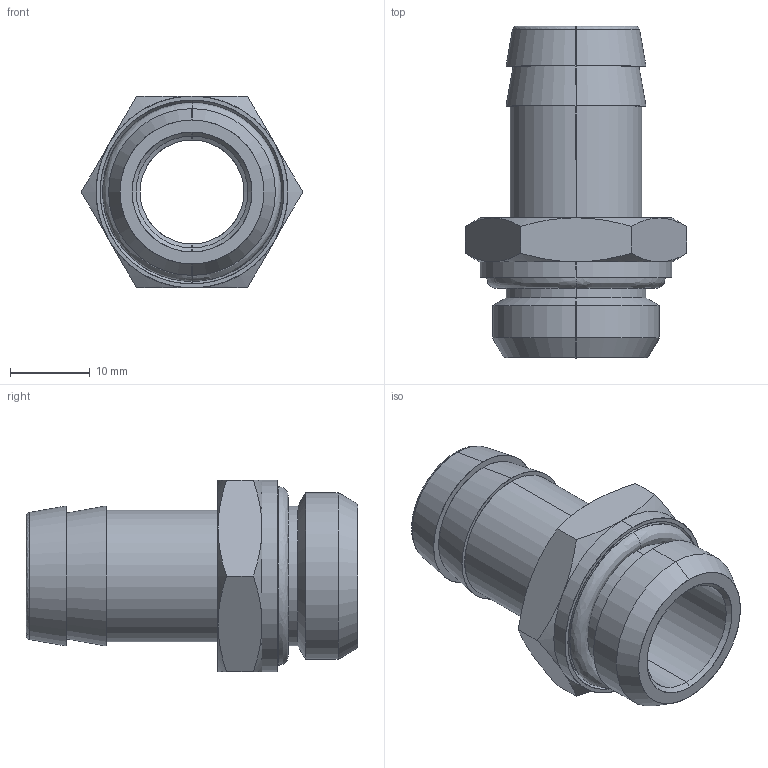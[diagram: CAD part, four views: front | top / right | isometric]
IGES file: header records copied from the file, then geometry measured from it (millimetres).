
Start section: SolidWorks IGES file using analytic representation for surfaces
Global section: file name: 0304400013.IGS; native system: SolidWorks 2007; preprocessor: SolidWorks 2007; author: cad02; date: 071022.080207; units: millimetre
Bounding box: 27.71 x 41.5 x 24 mm (x, y, z)
Surface area: 5632.7 mm2 (no closed solid volume)
Topology: 0 solids, 0 shells, 61 faces, 828 edges, 828 vertices
Faces by surface type: revolution 38, bspline 23
